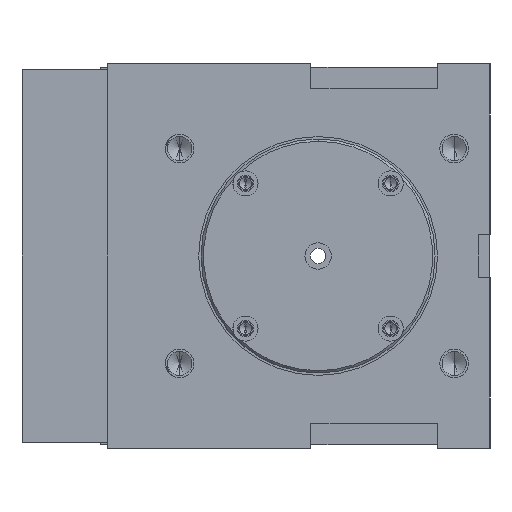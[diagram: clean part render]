
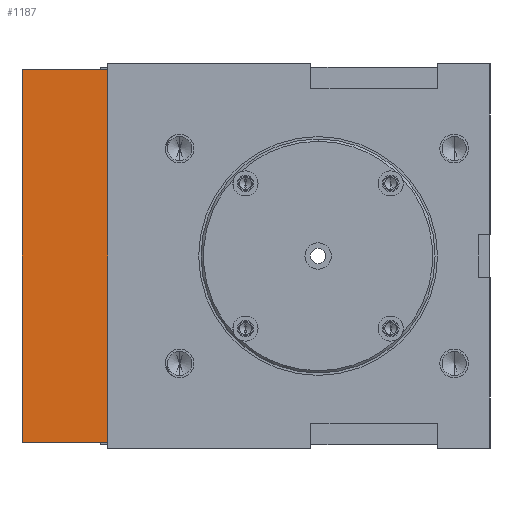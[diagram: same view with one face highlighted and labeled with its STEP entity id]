
A CAD part, left-side view. The second image highlights one B-rep face of the part: STEP entity #1187.
In plain terms, the highlighted planar face has unit normal (-1, 0, 0).
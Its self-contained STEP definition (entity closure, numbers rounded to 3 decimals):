
#947 = ORIENTED_EDGE ( 'NONE', *, *, #1171, .T. ) ;
#948 = VERTEX_POINT ( 'NONE', #4744 ) ;
#954 = VERTEX_POINT ( 'NONE', #4658 ) ;
#1159 = EDGE_LOOP ( 'NONE', ( #947, #1160, #1274, #1245 ) ) ;
#1160 = ORIENTED_EDGE ( 'NONE', *, *, #1161, .F. ) ;
#1161 = EDGE_CURVE ( 'NONE', #1273, #1188, #5635, .T. ) ;
#1171 = EDGE_CURVE ( 'NONE', #954, #1188, #5617, .T. ) ;
#1185 = EDGE_CURVE ( 'NONE', #948, #1273, #5862, .T. ) ;
#1187 = ADVANCED_FACE ( 'NONE', ( #5880 ), #5917, .F. ) ;
#1188 = VERTEX_POINT ( 'NONE', #5586 ) ;
#1189 = EDGE_CURVE ( 'NONE', #948, #954, #5856, .T. ) ;
#1245 = ORIENTED_EDGE ( 'NONE', *, *, #1189, .T. ) ;
#1273 = VERTEX_POINT ( 'NONE', #6254 ) ;
#1274 = ORIENTED_EDGE ( 'NONE', *, *, #1185, .F. ) ;
#4658 = CARTESIAN_POINT ( 'NONE',  ( 2., 196., -78. ) ) ;
#4744 = CARTESIAN_POINT ( 'NONE',  ( 2., 196., 78. ) ) ;
#5578 = DIRECTION ( 'NONE',  ( 0., 0., -1. ) ) ;
#5579 = VECTOR ( 'NONE', #5578, 1000. ) ;
#5581 = CARTESIAN_POINT ( 'NONE',  ( 2., 196., 78. ) ) ;
#5584 = DIRECTION ( 'NONE',  ( 0., 1., 0. ) ) ;
#5585 = DIRECTION ( 'NONE',  ( 1., 0., 0. ) ) ;
#5586 = CARTESIAN_POINT ( 'NONE',  ( 2., 160., -78. ) ) ;
#5617 = LINE ( 'NONE', #5896, #5893 ) ;
#5622 = DIRECTION ( 'NONE',  ( 0., 0., -1. ) ) ;
#5623 = VECTOR ( 'NONE', #5622, 1000. ) ;
#5624 = CARTESIAN_POINT ( 'NONE',  ( 2., 160., 78. ) ) ;
#5635 = LINE ( 'NONE', #5624, #5623 ) ;
#5854 = AXIS2_PLACEMENT_3D ( 'NONE', #5864, #5585, #5584 ) ;
#5856 = LINE ( 'NONE', #5581, #5579 ) ;
#5859 = DIRECTION ( 'NONE',  ( 0., -1., 0. ) ) ;
#5860 = VECTOR ( 'NONE', #5859, 1000. ) ;
#5861 = CARTESIAN_POINT ( 'NONE',  ( 2., 196., 78. ) ) ;
#5862 = LINE ( 'NONE', #5861, #5860 ) ;
#5864 = CARTESIAN_POINT ( 'NONE',  ( 2., 196., 78. ) ) ;
#5880 = FACE_OUTER_BOUND ( 'NONE', #1159, .T. ) ;
#5892 = DIRECTION ( 'NONE',  ( 0., -1., 0. ) ) ;
#5893 = VECTOR ( 'NONE', #5892, 1000. ) ;
#5896 = CARTESIAN_POINT ( 'NONE',  ( 2., 196., -78. ) ) ;
#5917 = PLANE ( 'NONE',  #5854 ) ;
#6254 = CARTESIAN_POINT ( 'NONE',  ( 2., 160., 78. ) ) ;
